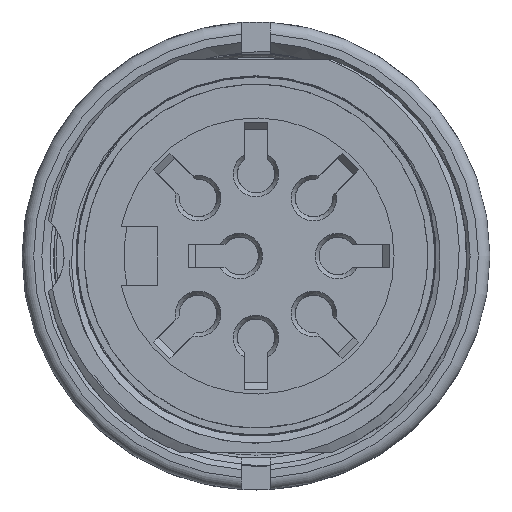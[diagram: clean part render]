
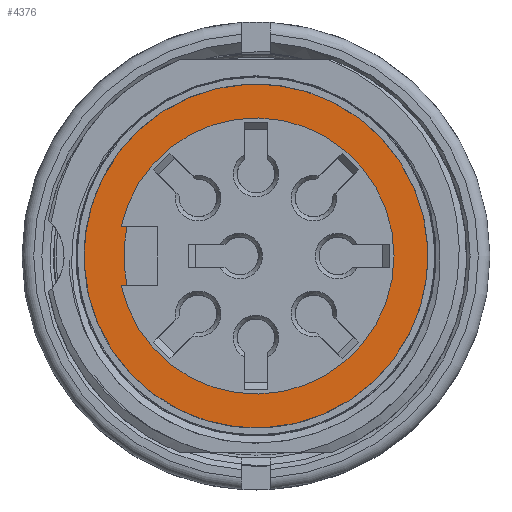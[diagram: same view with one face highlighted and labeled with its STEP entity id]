
A CAD part, front view. The second image highlights one B-rep face of the part: STEP entity #4376.
In plain terms, the highlighted planar face has unit normal (0, -1, 0).
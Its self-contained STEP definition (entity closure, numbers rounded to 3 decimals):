
#1706=FACE_BOUND('',#5655,.T.);
#1707=FACE_BOUND('',#5656,.T.);
#1952=PLANE('',#12314);
#2866=LINE('',#21542,#3643);
#2869=LINE('',#21550,#3646);
#3643=VECTOR('',#14155,1.);
#3646=VECTOR('',#14164,1.);
#3885=CIRCLE('',#12308,5.65);
#3886=CIRCLE('',#12311,5.9);
#3887=CIRCLE('',#12313,7.35);
#4376=ADVANCED_FACE('',(#1706,#1707),#1952,.T.);
#5655=EDGE_LOOP('',(#8298));
#5656=EDGE_LOOP('',(#8299,#8300,#8301,#8302));
#8298=ORIENTED_EDGE('',*,*,#11188,.T.);
#8299=ORIENTED_EDGE('',*,*,#11187,.F.);
#8300=ORIENTED_EDGE('',*,*,#11185,.T.);
#8301=ORIENTED_EDGE('',*,*,#11183,.T.);
#8302=ORIENTED_EDGE('',*,*,#11181,.T.);
#9756=VERTEX_POINT('',#21541);
#9757=VERTEX_POINT('',#21543);
#9758=VERTEX_POINT('',#21547);
#9759=VERTEX_POINT('',#21551);
#9760=VERTEX_POINT('',#21557);
#11181=EDGE_CURVE('',#9757,#9756,#2866,.T.);
#11183=EDGE_CURVE('',#9758,#9757,#3885,.T.);
#11185=EDGE_CURVE('',#9759,#9758,#2869,.T.);
#11187=EDGE_CURVE('',#9759,#9756,#3886,.T.);
#11188=EDGE_CURVE('',#9760,#9760,#3887,.T.);
#12308=AXIS2_PLACEMENT_3D('',#21546,#14159,#14160);
#12311=AXIS2_PLACEMENT_3D('',#21554,#14168,#14169);
#12313=AXIS2_PLACEMENT_3D('',#21556,#14172,#14173);
#12314=AXIS2_PLACEMENT_3D('',#21558,#14174,#14175);
#14155=DIRECTION('',(-1.,0.,0.));
#14159=DIRECTION('',(0.,1.,0.));
#14160=DIRECTION('',(0.547,0.,-0.837));
#14164=DIRECTION('',(1.,0.,0.));
#14168=DIRECTION('',(0.,-1.,0.));
#14169=DIRECTION('',(0.,0.,-1.));
#14172=DIRECTION('',(0.,-1.,0.));
#14173=DIRECTION('',(0.547,0.,-0.837));
#14174=DIRECTION('',(0.,-1.,0.));
#14175=DIRECTION('',(0.837,0.,0.547));
#21541=CARTESIAN_POINT('',(-5.17,-17.756,1.25));
#21542=CARTESIAN_POINT('',(0.596,-17.756,1.25));
#21543=CARTESIAN_POINT('',(-4.914,-17.756,1.25));
#21546=CARTESIAN_POINT('',(0.596,-17.756,0.));
#21547=CARTESIAN_POINT('',(-4.914,-17.756,-1.25));
#21550=CARTESIAN_POINT('',(0.596,-17.756,-1.25));
#21551=CARTESIAN_POINT('',(-5.17,-17.756,-1.25));
#21554=CARTESIAN_POINT('',(0.596,-17.756,0.));
#21556=CARTESIAN_POINT('',(0.596,-17.756,0.));
#21557=CARTESIAN_POINT('',(4.616,-17.756,-6.153));
#21558=CARTESIAN_POINT('',(0.596,-17.756,0.));
